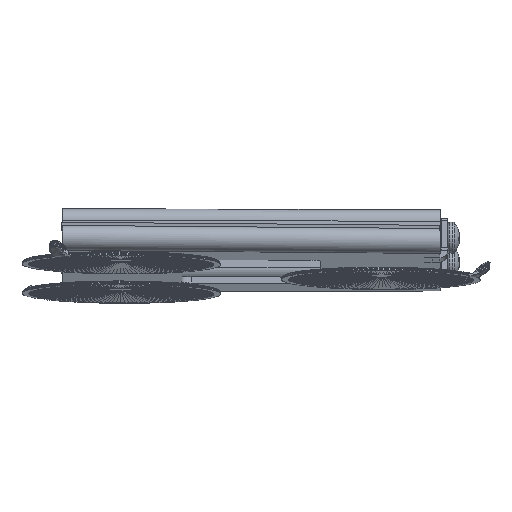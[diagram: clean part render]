
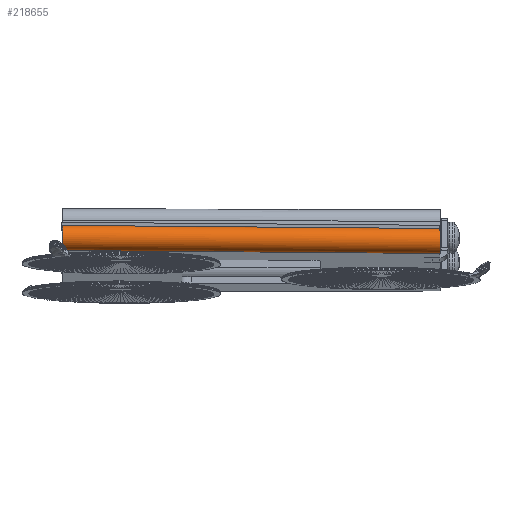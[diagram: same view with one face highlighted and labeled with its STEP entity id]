
A CAD part, left-side view. The second image highlights one B-rep face of the part: STEP entity #218655.
In plain terms, the highlighted cylindrical face has radius 4.064 mm (diameter 8.128 mm), a partial arc.
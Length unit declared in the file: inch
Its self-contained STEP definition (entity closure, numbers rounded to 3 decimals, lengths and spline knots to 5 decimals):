
#43267=FACE_OUTER_BOUND('',#57820,.T.);
#57820=EDGE_LOOP('',(#203552,#203553,#203554,#203555));
#60470=B_SPLINE_CURVE_WITH_KNOTS('',3,(#381721,#381722,#381723,#381724,
#381725,#381726,#381727,#381728,#381729,#381730,#381731,#381732,#381733,
#381734,#381735,#381736,#381737,#381738,#381739,#381740,#381741,#381742,
#381743,#381744,#381745,#381746,#381747,#381748,#381749,#381750,#381751,
#381752,#381753,#381754,#381755,#381756,#381757,#381758,#381759,#381760,
#381761,#381762,#381763),.UNSPECIFIED.,.F.,.F.,(4,3,3,3,3,3,3,3,3,3,3,3,
3,3,4),(0.,0.20407,0.40797,0.61218,0.79786,
0.99874,1.19938,1.40035,1.59573,1.79922,
2.00243,2.20578,2.39359,2.59417,2.79253),
 .UNSPECIFIED.);
#60471=B_SPLINE_CURVE_WITH_KNOTS('',3,(#381766,#381767,#381768,#381769,
#381770,#381771,#381772),.UNSPECIFIED.,.F.,.F.,(4,1,1,1,4),(0.,0.79786,
1.1968,1.99466,2.79253),.UNSPECIFIED.);
#84953=LINE('',#381719,#109520);
#84954=LINE('',#381765,#109521);
#109520=VECTOR('',#283509,0.3937);
#109521=VECTOR('',#283510,0.3937);
#122274=VERTEX_POINT('',#381717);
#122275=VERTEX_POINT('',#381718);
#122276=VERTEX_POINT('',#381720);
#122277=VERTEX_POINT('',#381764);
#149452=EDGE_CURVE('',#122274,#122275,#84953,.T.);
#149453=EDGE_CURVE('',#122276,#122274,#60470,.T.);
#149454=EDGE_CURVE('',#122277,#122276,#84954,.T.);
#149455=EDGE_CURVE('',#122275,#122277,#60471,.T.);
#203552=ORIENTED_EDGE('',*,*,#149452,.F.);
#203553=ORIENTED_EDGE('',*,*,#149453,.F.);
#203554=ORIENTED_EDGE('',*,*,#149454,.F.);
#203555=ORIENTED_EDGE('',*,*,#149455,.F.);
#204177=CYLINDRICAL_SURFACE('',#232140,0.16);
#218655=ADVANCED_FACE('',(#43267),#204177,.T.);
#232140=AXIS2_PLACEMENT_3D('',#381716,#283507,#283508);
#283507=DIRECTION('center_axis',(-0.05,0.999,
0.008));
#283508=DIRECTION('ref_axis',(-0.098,0.003,-0.995));
#283509=DIRECTION('',(0.05,-0.999,-0.008));
#283510=DIRECTION('',(-0.05,0.999,0.008));
#381716=CARTESIAN_POINT('Origin',(-4.57232,-1.64461,3.53856));
#381717=CARTESIAN_POINT('',(-4.73022,0.73512,3.71301));
#381718=CARTESIAN_POINT('',(-4.49462,-4.01482,3.67416));
#381719=CARTESIAN_POINT('',(-4.61213,-1.64578,3.69354));
#381720=CARTESIAN_POINT('',(-4.70574,0.73089,3.39875));
#381721=CARTESIAN_POINT('Ctrl Pts',(-4.70574,0.73089,
3.39875));
#381722=CARTESIAN_POINT('Ctrl Pts',(-4.71657,0.73054,
3.39981));
#381723=CARTESIAN_POINT('Ctrl Pts',(-4.7273,0.73018,
3.40199));
#381724=CARTESIAN_POINT('Ctrl Pts',(-4.7377,0.72984,
3.40523));
#381725=CARTESIAN_POINT('Ctrl Pts',(-4.7481,0.72949,
3.40847));
#381726=CARTESIAN_POINT('Ctrl Pts',(-4.75816,0.72915,
3.41277));
#381727=CARTESIAN_POINT('Ctrl Pts',(-4.76769,0.72883,
3.41805));
#381728=CARTESIAN_POINT('Ctrl Pts',(-4.77722,0.72851,
3.42334));
#381729=CARTESIAN_POINT('Ctrl Pts',(-4.78621,0.72821,
3.42961));
#381730=CARTESIAN_POINT('Ctrl Pts',(-4.79447,0.72793,
3.43671));
#381731=CARTESIAN_POINT('Ctrl Pts',(-4.80198,0.72769,
3.44317));
#381732=CARTESIAN_POINT('Ctrl Pts',(-4.80888,0.72746,
3.45033));
#381733=CARTESIAN_POINT('Ctrl Pts',(-4.81505,0.72727,
3.45805));
#381734=CARTESIAN_POINT('Ctrl Pts',(-4.82173,0.72706,
3.4664));
#381735=CARTESIAN_POINT('Ctrl Pts',(-4.82758,0.72689,
3.47544));
#381736=CARTESIAN_POINT('Ctrl Pts',(-4.83247,0.72676,
3.48498));
#381737=CARTESIAN_POINT('Ctrl Pts',(-4.83736,0.72664,
3.49451));
#381738=CARTESIAN_POINT('Ctrl Pts',(-4.84129,0.72655,
3.50454));
#381739=CARTESIAN_POINT('Ctrl Pts',(-4.84418,0.72651,
3.51485));
#381740=CARTESIAN_POINT('Ctrl Pts',(-4.84708,0.72648,
3.52519));
#381741=CARTESIAN_POINT('Ctrl Pts',(-4.84893,0.72649,
3.53582));
#381742=CARTESIAN_POINT('Ctrl Pts',(-4.84971,0.72656,
3.54651));
#381743=CARTESIAN_POINT('Ctrl Pts',(-4.85046,0.72662,
3.5569));
#381744=CARTESIAN_POINT('Ctrl Pts',(-4.8502,0.72674,
3.56735));
#381745=CARTESIAN_POINT('Ctrl Pts',(-4.84893,0.7269,
3.57766));
#381746=CARTESIAN_POINT('Ctrl Pts',(-4.84761,0.72707,
3.58839));
#381747=CARTESIAN_POINT('Ctrl Pts',(-4.8452,0.7273,
3.59901));
#381748=CARTESIAN_POINT('Ctrl Pts',(-4.84173,0.72758,
3.60928));
#381749=CARTESIAN_POINT('Ctrl Pts',(-4.83827,0.72787,
3.61954));
#381750=CARTESIAN_POINT('Ctrl Pts',(-4.83377,0.7282,
3.62946));
#381751=CARTESIAN_POINT('Ctrl Pts',(-4.8283,0.72859,
3.63882));
#381752=CARTESIAN_POINT('Ctrl Pts',(-4.82284,0.72898,
3.64819));
#381753=CARTESIAN_POINT('Ctrl Pts',(-4.81642,0.72942,
3.65699));
#381754=CARTESIAN_POINT('Ctrl Pts',(-4.80918,0.72991,
3.66506));
#381755=CARTESIAN_POINT('Ctrl Pts',(-4.80249,0.73036,
3.6725));
#381756=CARTESIAN_POINT('Ctrl Pts',(-4.79511,0.73085,3.67932));
#381757=CARTESIAN_POINT('Ctrl Pts',(-4.78717,0.73137,
3.68537));
#381758=CARTESIAN_POINT('Ctrl Pts',(-4.77868,0.73193,
3.69184));
#381759=CARTESIAN_POINT('Ctrl Pts',(-4.76954,0.73253,
3.69746));
#381760=CARTESIAN_POINT('Ctrl Pts',(-4.75993,0.73316,
3.70212));
#381761=CARTESIAN_POINT('Ctrl Pts',(-4.75042,0.73379,
3.70672));
#381762=CARTESIAN_POINT('Ctrl Pts',(-4.74045,0.73444,
3.71038));
#381763=CARTESIAN_POINT('Ctrl Pts',(-4.73022,0.73512,
3.71301));
#381764=CARTESIAN_POINT('',(-4.47015,-4.01905,3.3599));
#381765=CARTESIAN_POINT('',(-4.51837,-3.0469,3.36785));
#381766=CARTESIAN_POINT('Ctrl Pts',(-4.49462,-4.01482,
3.67416));
#381767=CARTESIAN_POINT('Ctrl Pts',(-4.53575,-4.01754,
3.66356));
#381768=CARTESIAN_POINT('Ctrl Pts',(-4.59006,-4.02103,
3.62168));
#381769=CARTESIAN_POINT('Ctrl Pts',(-4.62459,-4.02381,
3.51855));
#381770=CARTESIAN_POINT('Ctrl Pts',(-4.59343,-4.02327,
3.40813));
#381771=CARTESIAN_POINT('Ctrl Pts',(-4.51248,-4.02042,
3.36405));
#381772=CARTESIAN_POINT('Ctrl Pts',(-4.47015,-4.01905,
3.3599));
